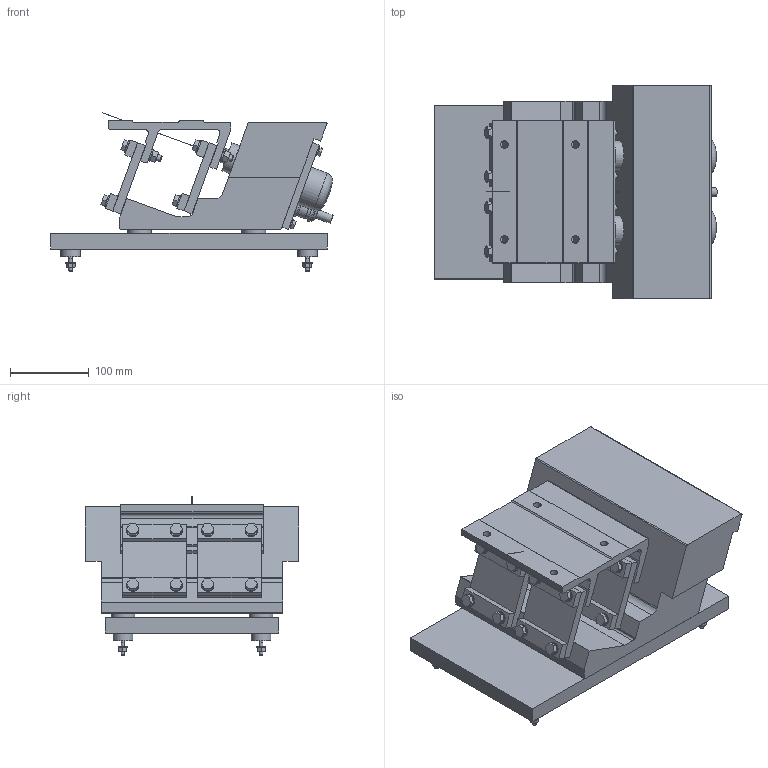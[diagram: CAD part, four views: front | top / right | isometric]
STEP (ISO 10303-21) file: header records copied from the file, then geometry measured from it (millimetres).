
FILE_DESCRIPTION(/* description */ (''),/* implementation_level */ '2;1');
FILE_NAME(/* name */ 'JD 50G',/* time_stamp */ '2016-02-04T14:54:25+01:00',/* author */ (''),/* organization */ (''),/* preprocessor_version */ 'ST-DEVELOPER v15.7',/* originating_system */ 'HiCAD 2014 1902.3 Build 554',/* authorisation */ '');
FILE_SCHEMA (('AUTOMOTIVE_DESIGN { 1 0 10303 214 1 1 1 1 }'));
Length unit declared in the file: millimetre
Products named in the file (176): Root; -_Dosierantrieb JD 50G; ENDDECKEL; SCHRAUBEN-BLATTFEDERN; SCHRAUBE; NE24018; MBKERDFV; MBBGEWFV; N128; NE24032; MBMGK_1F; N125; SCHRAUBEN-ENDDECKEL; KAPPE; 008_000R; HiCADRef:1260443969_TRAEGER; MANSCHETTE; 005_000X; BLATTFEDERN; EINLAUF; AUSLAUF; KLEMMLEISTEN; KL; PUFFER; 0_0_0; 0087242_Verlagerungspuffer JD A-25x20; GUMMIKÖRPER; DIN 913-M6x20-45H_Gewindestifte_0; GRUNDPLATTE; ROHR; 001_000X; PG-VERSCHRAUBUNG; GEHAEUSE; Wirklinie
Assembly tree (175 placements, depth 8):
  Root
    -_Dosierantrieb JD 50G
      ENDDECKEL
      SCHRAUBEN-BLATTFEDERN
        SCHRAUBE
          NE24018
          MBKERDFV
            MBBGEWFV
          N128
          NE24032
            MBMGK_1F
          N125
        SCHRAUBE
          NE24018
          MBKERDFV
            MBBGEWFV
          N128
          NE24032
            MBMGK_1F
          N125
        SCHRAUBE
          NE24018
          MBKERDFV
            MBBGEWFV
          N128
          N125
          NE24032
            MBMGK_1F
        SCHRAUBE
          NE24018
          MBKERDFV
            MBBGEWFV
          N128
          NE24032
            MBMGK_1F
          N125
        SCHRAUBE
          NE24018
          N128
        SCHRAUBE
          NE24018
          N128
        SCHRAUBE
          NE24018
          N128
        SCHRAUBE
          NE24018
          N128
        SCHRAUBE
          NE24018
          N128
        SCHRAUBE
          NE24018
          N128
        SCHRAUBE
          NE24018
          N128
        SCHRAUBE
          NE24018
          MBKERDFV
Bounding box: 357.55 x 270 x 200.68 mm (x, y, z)
Volume: 4832653.3 mm3; surface area: 879160.9 mm2
Topology: 134 solids, 175 shells, 911 faces, 1967 edges, 1325 vertices
Faces by surface type: plane 641, cylinder 227, cone 41, torus 2
Full cylindrical faces by diameter (mm): 0.1 x1, 4.773 x4, 6 x8, 6.364 x56, 6.4 x6, 8 x40, 8.533 x8, 9.6 x4, 10.667 x2, 11 x1, 12 x6, 16 x8, 18.667 x2, 20 x1, 22 x2, 25 x4, 25.4 x2, 30 x12, 37.333 x2, 50 x2
Entity records: 42962 total; most frequent: DIRECTION 4680, CARTESIAN_POINT 4117, PRESENTATION_STYLE_ASSIGNMENT 3380, OVER_RIDING_STYLED_ITEM 3238, DRAUGHTING_PRE_DEFINED_CURVE_FONT 3202, CURVE_STYLE 3202, ORIENTED_EDGE 3202, COLOUR_RGB 3194
